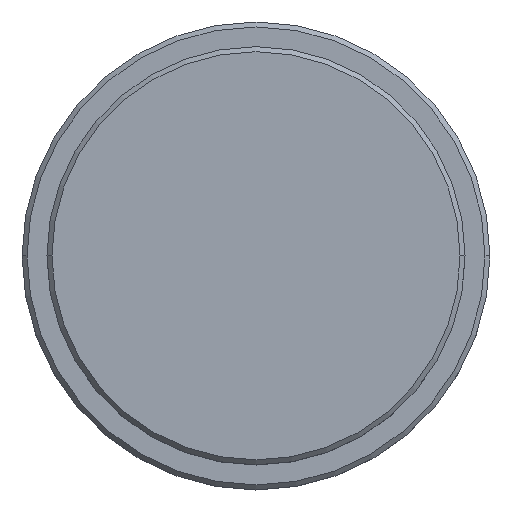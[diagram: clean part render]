
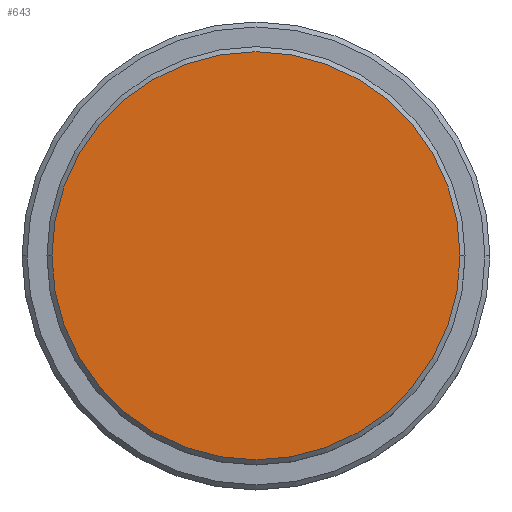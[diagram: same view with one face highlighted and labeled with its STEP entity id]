
A CAD part, top view. The second image highlights one B-rep face of the part: STEP entity #643.
In plain terms, the highlighted planar face has unit normal (0, 0, 1).
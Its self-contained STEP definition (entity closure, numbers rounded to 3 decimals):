
#1 = DIRECTION ( 'NONE',  ( 0., 0., 1. ) ) ;
#34 = DIRECTION ( 'NONE',  ( 0., 0., 1. ) ) ;
#89 = VERTEX_POINT ( 'NONE', #801 ) ;
#159 = PLANE ( 'NONE',  #1249 ) ;
#276 = CARTESIAN_POINT ( 'NONE',  ( 0., 0., 0. ) ) ;
#312 = AXIS2_PLACEMENT_3D ( 'NONE', #1014, #34, #1237 ) ;
#325 = ORIENTED_EDGE ( 'NONE', *, *, #578, .T. ) ;
#367 = EDGE_CURVE ( 'NONE', #1392, #89, #1213, .T. ) ;
#393 = DIRECTION ( 'NONE',  ( 1., 0., 0. ) ) ;
#545 = AXIS2_PLACEMENT_3D ( 'NONE', #1401, #1, #1298 ) ;
#578 = EDGE_CURVE ( 'NONE', #89, #1392, #1188, .T. ) ;
#643 = ADVANCED_FACE ( 'NONE', ( #1248 ), #159, .T. ) ;
#801 = CARTESIAN_POINT ( 'NONE',  ( -20.5, 0., 0. ) ) ;
#1014 = CARTESIAN_POINT ( 'NONE',  ( 0., 0., 0. ) ) ;
#1188 = CIRCLE ( 'NONE', #312, 20.5 ) ;
#1213 = CIRCLE ( 'NONE', #545, 20.5 ) ;
#1237 = DIRECTION ( 'NONE',  ( 1., 0., 0. ) ) ;
#1248 = FACE_OUTER_BOUND ( 'NONE', #1286, .T. ) ;
#1249 = AXIS2_PLACEMENT_3D ( 'NONE', #276, #1272, #393 ) ;
#1272 = DIRECTION ( 'NONE',  ( 0., 0., 1. ) ) ;
#1286 = EDGE_LOOP ( 'NONE', ( #325, #1296 ) ) ;
#1296 = ORIENTED_EDGE ( 'NONE', *, *, #367, .T. ) ;
#1298 = DIRECTION ( 'NONE',  ( 1., 0., 0. ) ) ;
#1314 = CARTESIAN_POINT ( 'NONE',  ( 20.5, 0., 0. ) ) ;
#1392 = VERTEX_POINT ( 'NONE', #1314 ) ;
#1401 = CARTESIAN_POINT ( 'NONE',  ( 0., 0., 0. ) ) ;
